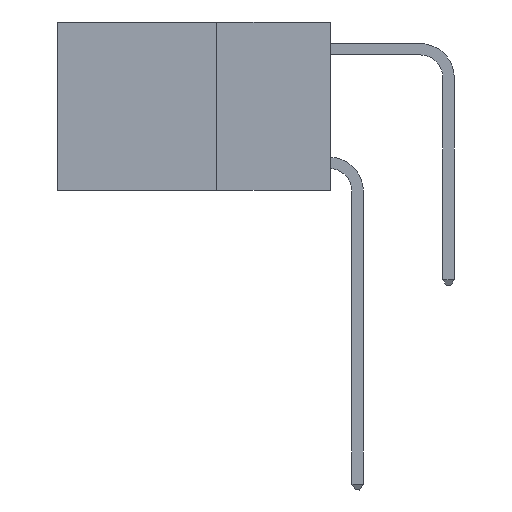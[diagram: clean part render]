
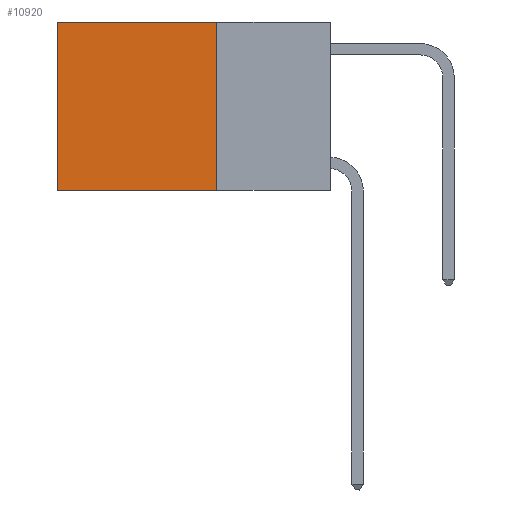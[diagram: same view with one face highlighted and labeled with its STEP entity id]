
A CAD part, left-side view. The second image highlights one B-rep face of the part: STEP entity #10920.
In plain terms, the highlighted planar face has unit normal (-1, 0, 0).
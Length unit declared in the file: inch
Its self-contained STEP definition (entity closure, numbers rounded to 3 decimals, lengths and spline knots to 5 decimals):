
#83 = LINE ( 'NONE', #6169, #12588 ) ;
#150 = ORIENTED_EDGE ( 'NONE', *, *, #2927, .T. ) ;
#525 = EDGE_CURVE ( 'NONE', #11056, #1917, #2618, .T. ) ;
#543 = VECTOR ( 'NONE', #5334, 39.37008 ) ;
#758 = CARTESIAN_POINT ( 'NONE',  ( 0.2625, 0.6, 0. ) ) ;
#844 = FACE_OUTER_BOUND ( 'NONE', #1835, .T. ) ;
#848 = CARTESIAN_POINT ( 'NONE',  ( 0.2625, 0.25, 0. ) ) ;
#1835 = EDGE_LOOP ( 'NONE', ( #10533, #9149, #15602, #150 ) ) ;
#1917 = VERTEX_POINT ( 'NONE', #3377 ) ;
#2013 = DIRECTION ( 'NONE',  ( 0., 0., -1. ) ) ;
#2480 = VECTOR ( 'NONE', #4433, 39.37008 ) ;
#2618 = LINE ( 'NONE', #3898, #543 ) ;
#2927 = EDGE_CURVE ( 'NONE', #13519, #11056, #14514, .T. ) ;
#3214 = VERTEX_POINT ( 'NONE', #8455 ) ;
#3377 = CARTESIAN_POINT ( 'NONE',  ( 0.2625, 0.6, -0.37 ) ) ;
#3898 = CARTESIAN_POINT ( 'NONE',  ( 0.2625, 0.6, 0. ) ) ;
#4433 = DIRECTION ( 'NONE',  ( 0., 1., 0. ) ) ;
#5334 = DIRECTION ( 'NONE',  ( 0., 0., -1. ) ) ;
#6169 = CARTESIAN_POINT ( 'NONE',  ( 0.2625, 0.25, 0. ) ) ;
#6800 = CARTESIAN_POINT ( 'NONE',  ( 0.2625, 0.25, -0.37 ) ) ;
#6838 = DIRECTION ( 'NONE',  ( 1., 0., 0. ) ) ;
#7181 = EDGE_CURVE ( 'NONE', #13519, #3214, #83, .T. ) ;
#8455 = CARTESIAN_POINT ( 'NONE',  ( 0.2625, 0.25, -0.37 ) ) ;
#8804 = AXIS2_PLACEMENT_3D ( 'NONE', #13988, #6838, #2013 ) ;
#9149 = ORIENTED_EDGE ( 'NONE', *, *, #11359, .F. ) ;
#10462 = LINE ( 'NONE', #6800, #2480 ) ;
#10533 = ORIENTED_EDGE ( 'NONE', *, *, #525, .T. ) ;
#10920 = ADVANCED_FACE ( 'NONE', ( #844 ), #15407, .F. ) ;
#11056 = VERTEX_POINT ( 'NONE', #758 ) ;
#11359 = EDGE_CURVE ( 'NONE', #3214, #1917, #10462, .T. ) ;
#12083 = DIRECTION ( 'NONE',  ( 0., 1., 0. ) ) ;
#12588 = VECTOR ( 'NONE', #13385, 39.37008 ) ;
#13385 = DIRECTION ( 'NONE',  ( 0., 0., -1. ) ) ;
#13519 = VERTEX_POINT ( 'NONE', #848 ) ;
#13631 = CARTESIAN_POINT ( 'NONE',  ( 0.2625, 0.25, 0. ) ) ;
#13988 = CARTESIAN_POINT ( 'NONE',  ( 0.2625, 0.25, 0. ) ) ;
#14514 = LINE ( 'NONE', #13631, #15109 ) ;
#15109 = VECTOR ( 'NONE', #12083, 39.37008 ) ;
#15407 = PLANE ( 'NONE',  #8804 ) ;
#15602 = ORIENTED_EDGE ( 'NONE', *, *, #7181, .F. ) ;
